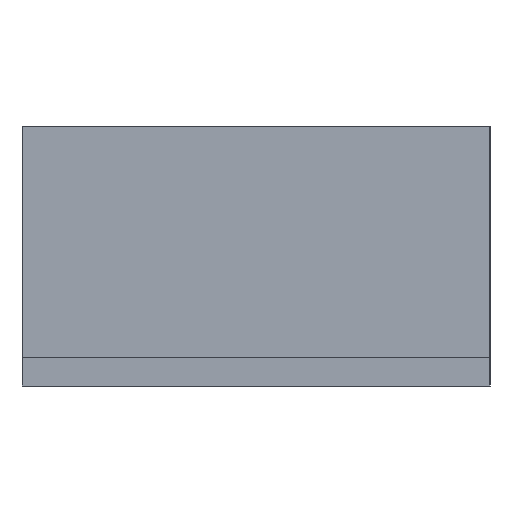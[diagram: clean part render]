
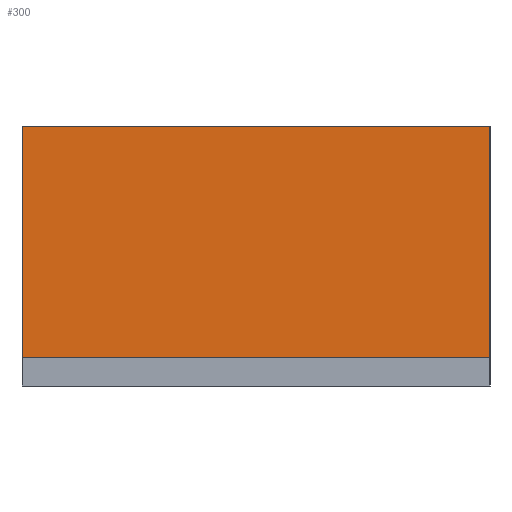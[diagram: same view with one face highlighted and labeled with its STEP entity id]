
A CAD part, left-side view. The second image highlights one B-rep face of the part: STEP entity #300.
In plain terms, the highlighted face is planar.
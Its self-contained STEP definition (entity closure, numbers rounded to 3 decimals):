
#300=ADVANCED_FACE('',(#433),#435,.T.);
#433=FACE_BOUND('',#434,.T.);
#434=EDGE_LOOP('',(#544,#545,#546,#547));
#435=PLANE('',#436);
#436=AXIS2_PLACEMENT_3D('',#437,#438,#439);
#437=CARTESIAN_POINT('',(71.,-40.5,5.));
#438=DIRECTION('',(1.,0.,0.));
#439=DIRECTION('',(0.,1.,0.));
#544=ORIENTED_EDGE('',*,*,#604,.T.);
#545=ORIENTED_EDGE('',*,*,#605,.T.);
#546=ORIENTED_EDGE('',*,*,#606,.F.);
#547=ORIENTED_EDGE('',*,*,#601,.F.);
#601=EDGE_CURVE('',#673,#675,#676,.T.);
#604=EDGE_CURVE('',#673,#680,#681,.T.);
#605=EDGE_CURVE('',#680,#682,#683,.T.);
#606=EDGE_CURVE('',#675,#682,#684,.T.);
#673=VERTEX_POINT('',#825);
#675=VERTEX_POINT('',#829);
#676=LINE('',#830,#831);
#680=VERTEX_POINT('',#840);
#681=LINE('',#841,#842);
#682=VERTEX_POINT('',#844);
#683=LINE('',#845,#846);
#684=LINE('',#848,#849);
#825=CARTESIAN_POINT('',(71.,-40.5,5.));
#829=CARTESIAN_POINT('',(71.,-40.5,45.));
#830=CARTESIAN_POINT('',(71.,-40.5,5.));
#831=VECTOR('',#832,1.);
#832=DIRECTION('',(0.,0.,1.));
#840=CARTESIAN_POINT('',(71.,40.5,5.));
#841=CARTESIAN_POINT('',(71.,-40.5,5.));
#842=VECTOR('',#843,1.);
#843=DIRECTION('',(0.,1.,0.));
#844=CARTESIAN_POINT('',(71.,40.5,45.));
#845=CARTESIAN_POINT('',(71.,40.5,5.));
#846=VECTOR('',#847,1.);
#847=DIRECTION('',(0.,0.,1.));
#848=CARTESIAN_POINT('',(71.,-40.5,45.));
#849=VECTOR('',#850,1.);
#850=DIRECTION('',(0.,1.,0.));
